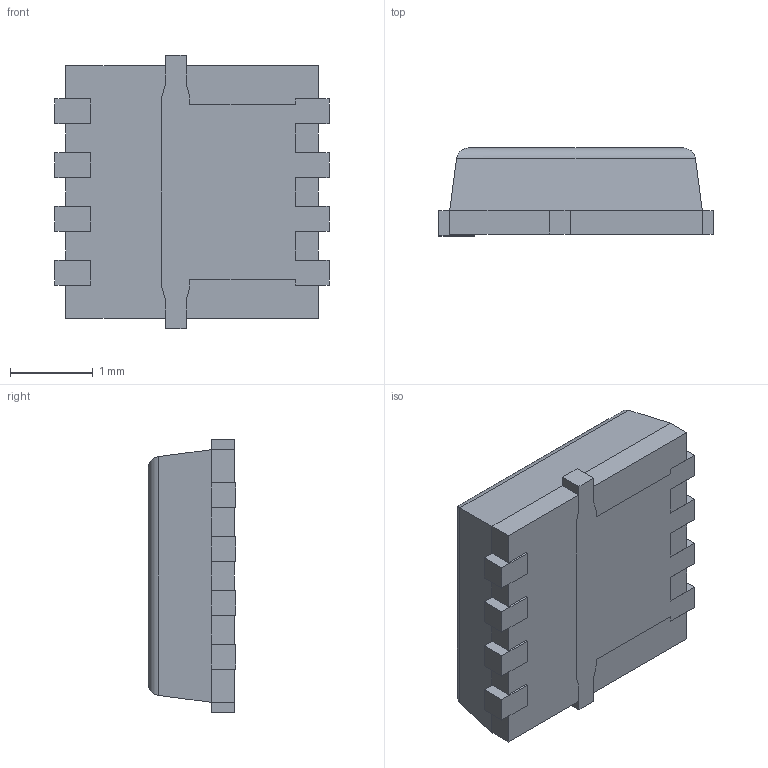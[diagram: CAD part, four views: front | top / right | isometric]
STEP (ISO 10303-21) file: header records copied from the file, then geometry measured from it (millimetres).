
FILE_DESCRIPTION (( 'STEP AP214' ), '1' );
FILE_NAME ('SQ7415AEN-T1.STEP', '2021-09-29T14:11:50', ( '' ), ( '' ), 'SwSTEP 2.0', 'SolidWorks 2018', '' );
FILE_SCHEMA (( 'AUTOMOTIVE_DESIGN' ));
Length unit declared in the file: millimetre
Products named in the file (2): SQ7415AEN-T1
Bounding box: 3.31 x 1.06 x 3.3 mm (x, y, z)
Volume: 9.3 mm3; surface area: 47.3 mm2
Topology: 6 solids, 6 shells, 130 faces, 326 edges, 208 vertices
Faces by surface type: plane 126, cylinder 4
Entity records: 5290 total; most frequent: CARTESIAN_POINT 678, ORIENTED_EDGE 652, DIRECTION 586, EDGE_CURVE 326, VECTOR 322, LINE 322, VERTEX_POINT 208, UNCERTAINTY_MEASURE_WITH_UNIT 138
